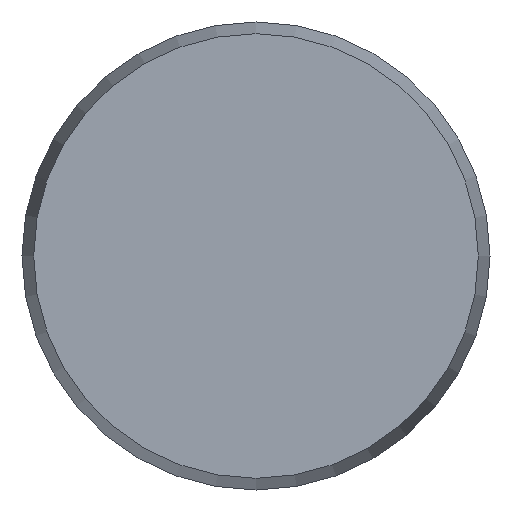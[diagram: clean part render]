
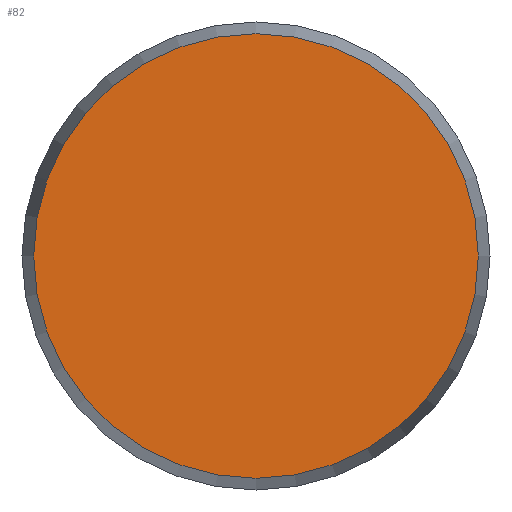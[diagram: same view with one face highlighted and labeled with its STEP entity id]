
A CAD part, front view. The second image highlights one B-rep face of the part: STEP entity #82.
In plain terms, the highlighted planar face has unit normal (0, -1, 0).
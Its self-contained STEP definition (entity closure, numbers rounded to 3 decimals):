
#82 = ADVANCED_FACE( '', ( #193 ), #194, .F. );
#193 = FACE_OUTER_BOUND( '', #334, .T. );
#194 = PLANE( '', #335 );
#334 = EDGE_LOOP( '', ( #499 ) );
#335 = AXIS2_PLACEMENT_3D( '', #500, #501, #502 );
#499 = ORIENTED_EDGE( '', *, *, #750, .T. );
#500 = CARTESIAN_POINT( '', ( 28.5, 0., 0. ) );
#501 = DIRECTION( '', ( 0., 1., 0. ) );
#502 = DIRECTION( '', ( 0., 0., 1. ) );
#750 = EDGE_CURVE( '', #868, #868, #869, .T. );
#868 = VERTEX_POINT( '', #1042 );
#869 = CIRCLE( '', #1043, 28.5 );
#1042 = CARTESIAN_POINT( '', ( 0., 0., -28.5 ) );
#1043 = AXIS2_PLACEMENT_3D( '', #1348, #1349, #1350 );
#1348 = CARTESIAN_POINT( '', ( 0., 0., 0. ) );
#1349 = DIRECTION( '', ( 0., -1., 0. ) );
#1350 = DIRECTION( '', ( 0., 0., -1. ) );
